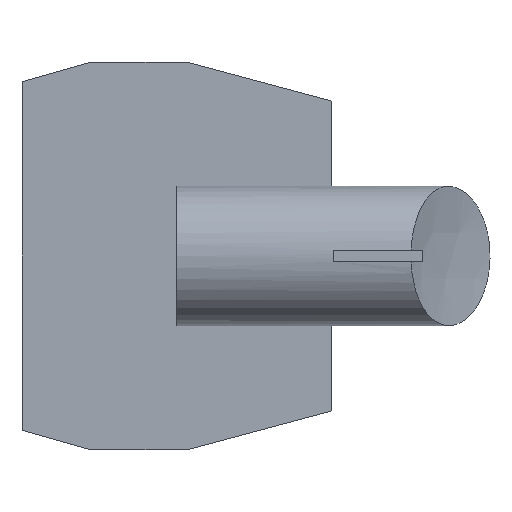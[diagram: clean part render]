
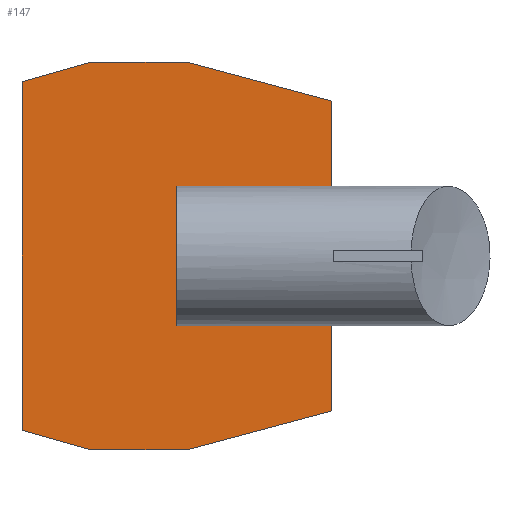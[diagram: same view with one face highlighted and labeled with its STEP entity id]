
A CAD part, front view. The second image highlights one B-rep face of the part: STEP entity #147.
In plain terms, the highlighted planar face has unit normal (0, -1, 0).
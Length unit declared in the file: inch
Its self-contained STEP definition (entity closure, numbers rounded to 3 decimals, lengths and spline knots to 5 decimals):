
#39=AXIS2_PLACEMENT_3D('Plane Axis2P3D',#36,#37,#38) ;
#36=CARTESIAN_POINT('Axis2P3D Location',(-7.87402,3.11024,0.)) ;
#41=CARTESIAN_POINT('Line Origine',(-7.08661,3.11024,0.70757)) ;
#45=CARTESIAN_POINT('Vertex',(-7.87402,3.11024,0.70757)) ;
#47=CARTESIAN_POINT('Vertex',(-6.29921,3.11024,0.70757)) ;
#50=CARTESIAN_POINT('Line Origine',(-6.29921,3.11024,1.14119)) ;
#54=CARTESIAN_POINT('Vertex',(-6.29921,3.11024,1.5748)) ;
#57=CARTESIAN_POINT('Line Origine',(-7.03387,3.11024,1.77165)) ;
#61=CARTESIAN_POINT('Vertex',(-7.76852,3.11024,1.9685)) ;
#64=CARTESIAN_POINT('Line Origine',(-8.26065,3.11024,1.9685)) ;
#68=CARTESIAN_POINT('Vertex',(-8.75278,3.11024,1.9685)) ;
#71=CARTESIAN_POINT('Line Origine',(-9.1008,3.11024,1.87008)) ;
#75=CARTESIAN_POINT('Vertex',(-9.44882,3.11024,1.77165)) ;
#78=CARTESIAN_POINT('Line Origine',(-9.44882,3.11024,0.88583)) ;
#82=CARTESIAN_POINT('Vertex',(-9.44882,3.11024,0.)) ;
#85=CARTESIAN_POINT('Line Origine',(-9.44882,3.11024,-0.88583)) ;
#89=CARTESIAN_POINT('Vertex',(-9.44882,3.11024,-1.77165)) ;
#92=CARTESIAN_POINT('Line Origine',(-9.1008,3.11024,-1.87008)) ;
#96=CARTESIAN_POINT('Vertex',(-8.75278,3.11024,-1.9685)) ;
#99=CARTESIAN_POINT('Line Origine',(-8.26065,3.11024,-1.9685)) ;
#103=CARTESIAN_POINT('Vertex',(-7.76852,3.11024,-1.9685)) ;
#106=CARTESIAN_POINT('Line Origine',(-7.03387,3.11024,-1.77165)) ;
#110=CARTESIAN_POINT('Vertex',(-6.29921,3.11024,-1.5748)) ;
#113=CARTESIAN_POINT('Line Origine',(-6.29921,3.11024,-1.14119)) ;
#117=CARTESIAN_POINT('Vertex',(-6.29921,3.11024,-0.70757)) ;
#120=CARTESIAN_POINT('Line Origine',(-7.08661,3.11024,-0.70757)) ;
#124=CARTESIAN_POINT('Vertex',(-7.87402,3.11024,-0.70757)) ;
#127=CARTESIAN_POINT('Line Origine',(-7.87402,3.11024,0.)) ;
#37=DIRECTION('Axis2P3D Direction',(0.,-0.039,0.)) ;
#38=DIRECTION('Axis2P3D XDirection',(0.,0.,0.039)) ;
#42=DIRECTION('Vector Direction',(0.039,0.,0.)) ;
#51=DIRECTION('Vector Direction',(0.,0.,0.039)) ;
#58=DIRECTION('Vector Direction',(0.038,0.,-0.01)) ;
#65=DIRECTION('Vector Direction',(-0.039,0.,0.)) ;
#72=DIRECTION('Vector Direction',(0.038,0.,0.011)) ;
#79=DIRECTION('Vector Direction',(0.,0.,0.039)) ;
#86=DIRECTION('Vector Direction',(0.,0.,-0.039)) ;
#93=DIRECTION('Vector Direction',(0.038,0.,-0.011)) ;
#100=DIRECTION('Vector Direction',(-0.039,0.,0.)) ;
#107=DIRECTION('Vector Direction',(0.038,0.,0.01)) ;
#114=DIRECTION('Vector Direction',(0.,0.,-0.039)) ;
#121=DIRECTION('Vector Direction',(0.039,0.,0.)) ;
#128=DIRECTION('Vector Direction',(0.,0.,-0.039)) ;
#43=VECTOR('Line Direction',#42,0.03937) ;
#52=VECTOR('Line Direction',#51,0.03937) ;
#59=VECTOR('Line Direction',#58,0.03937) ;
#66=VECTOR('Line Direction',#65,0.03937) ;
#73=VECTOR('Line Direction',#72,0.03937) ;
#80=VECTOR('Line Direction',#79,0.03937) ;
#87=VECTOR('Line Direction',#86,0.03937) ;
#94=VECTOR('Line Direction',#93,0.03937) ;
#101=VECTOR('Line Direction',#100,0.03937) ;
#108=VECTOR('Line Direction',#107,0.03937) ;
#115=VECTOR('Line Direction',#114,0.03937) ;
#122=VECTOR('Line Direction',#121,0.03937) ;
#129=VECTOR('Line Direction',#128,0.03937) ;
#133=ORIENTED_EDGE('',*,*,#49,.T.) ;
#134=ORIENTED_EDGE('',*,*,#56,.T.) ;
#135=ORIENTED_EDGE('',*,*,#63,.F.) ;
#136=ORIENTED_EDGE('',*,*,#70,.T.) ;
#137=ORIENTED_EDGE('',*,*,#77,.F.) ;
#138=ORIENTED_EDGE('',*,*,#84,.F.) ;
#139=ORIENTED_EDGE('',*,*,#91,.T.) ;
#140=ORIENTED_EDGE('',*,*,#98,.T.) ;
#141=ORIENTED_EDGE('',*,*,#105,.F.) ;
#142=ORIENTED_EDGE('',*,*,#112,.T.) ;
#143=ORIENTED_EDGE('',*,*,#119,.F.) ;
#144=ORIENTED_EDGE('',*,*,#126,.F.) ;
#145=ORIENTED_EDGE('',*,*,#131,.F.) ;
#147=ADVANCED_FACE('*VOL8',(#146),#40,.T.) ;
#49=EDGE_CURVE('',#46,#48,#44,.T.) ;
#56=EDGE_CURVE('',#48,#55,#53,.T.) ;
#63=EDGE_CURVE('',#62,#55,#60,.T.) ;
#70=EDGE_CURVE('',#62,#69,#67,.T.) ;
#77=EDGE_CURVE('',#76,#69,#74,.T.) ;
#84=EDGE_CURVE('',#83,#76,#81,.T.) ;
#91=EDGE_CURVE('',#83,#90,#88,.T.) ;
#98=EDGE_CURVE('',#90,#97,#95,.T.) ;
#105=EDGE_CURVE('',#104,#97,#102,.T.) ;
#112=EDGE_CURVE('',#104,#111,#109,.T.) ;
#119=EDGE_CURVE('',#118,#111,#116,.T.) ;
#126=EDGE_CURVE('',#125,#118,#123,.T.) ;
#131=EDGE_CURVE('',#46,#125,#130,.T.) ;
#132=EDGE_LOOP('',(#133,#134,#135,#136,#137,#138,#139,#140,#141,#142,#143,#144,#145)) ;
#146=FACE_OUTER_BOUND('',#132,.T.) ;
#44=LINE('Line',#41,#43) ;
#53=LINE('Line',#50,#52) ;
#60=LINE('Line',#57,#59) ;
#67=LINE('Line',#64,#66) ;
#74=LINE('Line',#71,#73) ;
#81=LINE('Line',#78,#80) ;
#88=LINE('Line',#85,#87) ;
#95=LINE('Line',#92,#94) ;
#102=LINE('Line',#99,#101) ;
#109=LINE('Line',#106,#108) ;
#116=LINE('Line',#113,#115) ;
#123=LINE('Line',#120,#122) ;
#130=LINE('Line',#127,#129) ;
#40=PLANE('Plane',#39) ;
#46=VERTEX_POINT('',#45) ;
#48=VERTEX_POINT('',#47) ;
#55=VERTEX_POINT('',#54) ;
#62=VERTEX_POINT('',#61) ;
#69=VERTEX_POINT('',#68) ;
#76=VERTEX_POINT('',#75) ;
#83=VERTEX_POINT('',#82) ;
#90=VERTEX_POINT('',#89) ;
#97=VERTEX_POINT('',#96) ;
#104=VERTEX_POINT('',#103) ;
#111=VERTEX_POINT('',#110) ;
#118=VERTEX_POINT('',#117) ;
#125=VERTEX_POINT('',#124) ;
